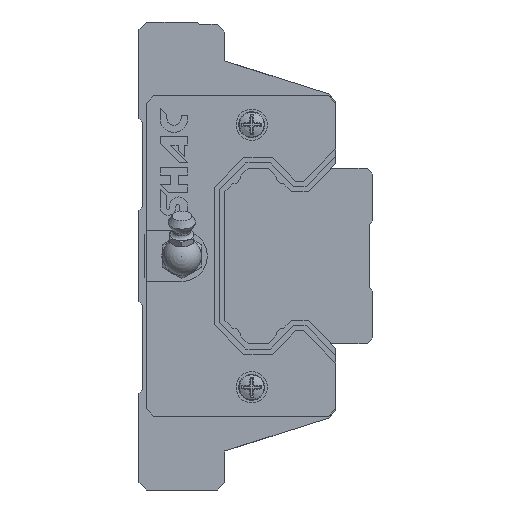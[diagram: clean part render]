
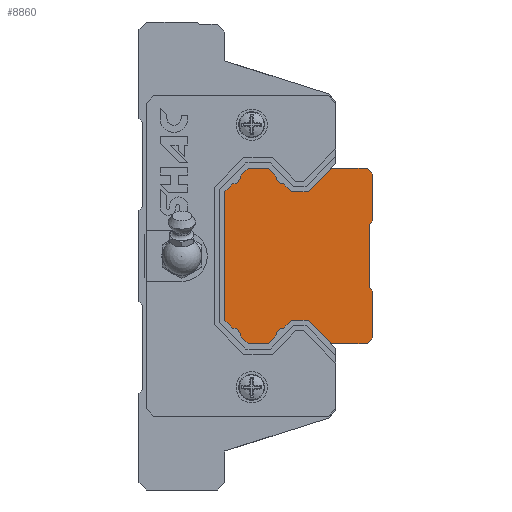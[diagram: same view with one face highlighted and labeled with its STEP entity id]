
A CAD part, left-side view. The second image highlights one B-rep face of the part: STEP entity #8860.
In plain terms, the highlighted planar face has unit normal (-1, 0, 0).
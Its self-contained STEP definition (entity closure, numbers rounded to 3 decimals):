
#228=CIRCLE('',#9453,1.962);
#229=CIRCLE('',#9454,1.962);
#230=CIRCLE('',#9455,1.962);
#231=CIRCLE('',#9456,1.962);
#450=ORIENTED_EDGE('',*,*,#3020,.T.);
#451=ORIENTED_EDGE('',*,*,#2989,.F.);
#452=ORIENTED_EDGE('',*,*,#3021,.F.);
#453=ORIENTED_EDGE('',*,*,#3022,.F.);
#454=ORIENTED_EDGE('',*,*,#3023,.F.);
#455=ORIENTED_EDGE('',*,*,#3024,.F.);
#456=ORIENTED_EDGE('',*,*,#3025,.F.);
#457=ORIENTED_EDGE('',*,*,#3026,.T.);
#458=ORIENTED_EDGE('',*,*,#3027,.F.);
#459=ORIENTED_EDGE('',*,*,#3028,.F.);
#460=ORIENTED_EDGE('',*,*,#3029,.F.);
#461=ORIENTED_EDGE('',*,*,#3030,.T.);
#462=ORIENTED_EDGE('',*,*,#3031,.F.);
#463=ORIENTED_EDGE('',*,*,#3032,.F.);
#464=ORIENTED_EDGE('',*,*,#3033,.F.);
#465=ORIENTED_EDGE('',*,*,#3034,.T.);
#466=ORIENTED_EDGE('',*,*,#3035,.F.);
#467=ORIENTED_EDGE('',*,*,#3036,.F.);
#468=ORIENTED_EDGE('',*,*,#3037,.F.);
#469=ORIENTED_EDGE('',*,*,#3038,.T.);
#470=ORIENTED_EDGE('',*,*,#3039,.F.);
#471=ORIENTED_EDGE('',*,*,#3040,.F.);
#472=ORIENTED_EDGE('',*,*,#3041,.F.);
#473=ORIENTED_EDGE('',*,*,#3042,.F.);
#474=ORIENTED_EDGE('',*,*,#3043,.F.);
#475=ORIENTED_EDGE('',*,*,#2991,.F.);
#476=ORIENTED_EDGE('',*,*,#3044,.T.);
#477=ORIENTED_EDGE('',*,*,#3045,.T.);
#2989=EDGE_CURVE('',#4275,#4273,#5143,.T.);
#2991=EDGE_CURVE('',#4277,#4278,#5145,.T.);
#3020=EDGE_CURVE('',#4304,#4273,#5170,.T.);
#3021=EDGE_CURVE('',#4305,#4275,#5171,.T.);
#3022=EDGE_CURVE('',#4306,#4305,#5172,.T.);
#3023=EDGE_CURVE('',#4307,#4306,#5173,.T.);
#3024=EDGE_CURVE('',#4308,#4307,#5174,.T.);
#3025=EDGE_CURVE('',#4309,#4308,#5175,.T.);
#3026=EDGE_CURVE('',#4309,#4310,#228,.T.);
#3027=EDGE_CURVE('',#4311,#4310,#5176,.T.);
#3028=EDGE_CURVE('',#4312,#4311,#5177,.T.);
#3029=EDGE_CURVE('',#4313,#4312,#5178,.T.);
#3030=EDGE_CURVE('',#4313,#4314,#229,.T.);
#3031=EDGE_CURVE('',#4315,#4314,#5179,.T.);
#3032=EDGE_CURVE('',#4316,#4315,#5180,.T.);
#3033=EDGE_CURVE('',#4317,#4316,#5181,.T.);
#3034=EDGE_CURVE('',#4317,#4318,#230,.T.);
#3035=EDGE_CURVE('',#4319,#4318,#5182,.T.);
#3036=EDGE_CURVE('',#4320,#4319,#5183,.T.);
#3037=EDGE_CURVE('',#4321,#4320,#5184,.T.);
#3038=EDGE_CURVE('',#4321,#4322,#231,.T.);
#3039=EDGE_CURVE('',#4323,#4322,#5185,.T.);
#3040=EDGE_CURVE('',#4324,#4323,#5186,.T.);
#3041=EDGE_CURVE('',#4325,#4324,#5187,.T.);
#3042=EDGE_CURVE('',#4326,#4325,#5188,.T.);
#3043=EDGE_CURVE('',#4278,#4326,#5189,.T.);
#3044=EDGE_CURVE('',#4277,#4327,#5190,.T.);
#3045=EDGE_CURVE('',#4327,#4304,#5191,.T.);
#4273=VERTEX_POINT('',#12668);
#4275=VERTEX_POINT('',#12672);
#4277=VERTEX_POINT('',#12677);
#4278=VERTEX_POINT('',#12679);
#4304=VERTEX_POINT('',#12736);
#4305=VERTEX_POINT('',#12738);
#4306=VERTEX_POINT('',#12740);
#4307=VERTEX_POINT('',#12742);
#4308=VERTEX_POINT('',#12744);
#4309=VERTEX_POINT('',#12746);
#4310=VERTEX_POINT('',#12748);
#4311=VERTEX_POINT('',#12750);
#4312=VERTEX_POINT('',#12752);
#4313=VERTEX_POINT('',#12754);
#4314=VERTEX_POINT('',#12756);
#4315=VERTEX_POINT('',#12758);
#4316=VERTEX_POINT('',#12760);
#4317=VERTEX_POINT('',#12762);
#4318=VERTEX_POINT('',#12764);
#4319=VERTEX_POINT('',#12766);
#4320=VERTEX_POINT('',#12768);
#4321=VERTEX_POINT('',#12770);
#4322=VERTEX_POINT('',#12772);
#4323=VERTEX_POINT('',#12774);
#4324=VERTEX_POINT('',#12776);
#4325=VERTEX_POINT('',#12778);
#4326=VERTEX_POINT('',#12780);
#4327=VERTEX_POINT('',#12783);
#5143=LINE('',#12673,#6197);
#5145=LINE('',#12678,#6199);
#5170=LINE('',#12735,#6224);
#5171=LINE('',#12737,#6225);
#5172=LINE('',#12739,#6226);
#5173=LINE('',#12741,#6227);
#5174=LINE('',#12743,#6228);
#5175=LINE('',#12745,#6229);
#5176=LINE('',#12749,#6230);
#5177=LINE('',#12751,#6231);
#5178=LINE('',#12753,#6232);
#5179=LINE('',#12757,#6233);
#5180=LINE('',#12759,#6234);
#5181=LINE('',#12761,#6235);
#5182=LINE('',#12765,#6236);
#5183=LINE('',#12767,#6237);
#5184=LINE('',#12769,#6238);
#5185=LINE('',#12773,#6239);
#5186=LINE('',#12775,#6240);
#5187=LINE('',#12777,#6241);
#5188=LINE('',#12779,#6242);
#5189=LINE('',#12781,#6243);
#5190=LINE('',#12782,#6244);
#5191=LINE('',#12784,#6245);
#6197=VECTOR('',#10173,1000.);
#6199=VECTOR('',#10177,1000.);
#6224=VECTOR('',#10214,1000.);
#6225=VECTOR('',#10215,1000.);
#6226=VECTOR('',#10216,1000.);
#6227=VECTOR('',#10217,1000.);
#6228=VECTOR('',#10218,1000.);
#6229=VECTOR('',#10219,1000.);
#6230=VECTOR('',#10222,1000.);
#6231=VECTOR('',#10223,1000.);
#6232=VECTOR('',#10224,1000.);
#6233=VECTOR('',#10227,1000.);
#6234=VECTOR('',#10228,1000.);
#6235=VECTOR('',#10229,1000.);
#6236=VECTOR('',#10232,1000.);
#6237=VECTOR('',#10233,1000.);
#6238=VECTOR('',#10234,1000.);
#6239=VECTOR('',#10237,1000.);
#6240=VECTOR('',#10238,1000.);
#6241=VECTOR('',#10239,1000.);
#6242=VECTOR('',#10240,1000.);
#6243=VECTOR('',#10241,1000.);
#6244=VECTOR('',#10242,1000.);
#6245=VECTOR('',#10243,1000.);
#7251=EDGE_LOOP('',(#450,#451,#452,#453,#454,#455,#456,#457,#458,#459,#460,
#461,#462,#463,#464,#465,#466,#467,#468,#469,#470,#471,#472,#473,#474,#475,
#476,#477));
#7853=FACE_BOUND('',#7251,.T.);
#8455=PLANE('',#9452);
#8860=ADVANCED_FACE('',(#7853),#8455,.F.);
#9452=AXIS2_PLACEMENT_3D('',#12734,#10212,#10213);
#9453=AXIS2_PLACEMENT_3D('',#12747,#10220,#10221);
#9454=AXIS2_PLACEMENT_3D('',#12755,#10225,#10226);
#9455=AXIS2_PLACEMENT_3D('',#12763,#10230,#10231);
#9456=AXIS2_PLACEMENT_3D('',#12771,#10235,#10236);
#10173=DIRECTION('',(0.,0.,-1.));
#10177=DIRECTION('',(0.,0.,-1.));
#10212=DIRECTION('',(1.,0.,0.));
#10213=DIRECTION('',(0.,0.,-1.));
#10214=DIRECTION('',(0.,-0.707,0.707));
#10215=DIRECTION('',(0.,-0.707,-0.707));
#10216=DIRECTION('',(0.,-1.,0.));
#10217=DIRECTION('',(0.,-0.707,0.707));
#10218=DIRECTION('',(0.,-1.,0.));
#10219=DIRECTION('',(0.,-0.707,-0.707));
#10220=DIRECTION('',(1.,0.,0.));
#10221=DIRECTION('',(0.,0.,-1.));
#10222=DIRECTION('',(0.,-0.707,-0.707));
#10223=DIRECTION('',(0.,-1.,0.));
#10224=DIRECTION('',(0.,-0.707,0.707));
#10225=DIRECTION('',(1.,0.,0.));
#10226=DIRECTION('',(0.,0.,-1.));
#10227=DIRECTION('',(0.,-0.707,0.707));
#10228=DIRECTION('',(0.,0.,1.));
#10229=DIRECTION('',(0.,0.707,0.707));
#10230=DIRECTION('',(1.,0.,0.));
#10231=DIRECTION('',(0.,0.,-1.));
#10232=DIRECTION('',(0.,0.707,0.707));
#10233=DIRECTION('',(0.,1.,0.));
#10234=DIRECTION('',(0.,0.707,-0.707));
#10235=DIRECTION('',(1.,0.,0.));
#10236=DIRECTION('',(0.,0.,-1.));
#10237=DIRECTION('',(0.,0.707,-0.707));
#10238=DIRECTION('',(0.,1.,0.));
#10239=DIRECTION('',(0.,0.707,0.707));
#10240=DIRECTION('',(0.,1.,0.));
#10241=DIRECTION('',(0.,0.707,-0.707));
#10242=DIRECTION('',(0.,0.707,0.707));
#10243=DIRECTION('',(0.,0.,1.));
#12668=CARTESIAN_POINT('',(-125.,0.,9.));
#12672=CARTESIAN_POINT('',(-125.,0.,21.));
#12673=CARTESIAN_POINT('',(-125.,0.,21.));
#12677=CARTESIAN_POINT('',(-125.,0.,-9.));
#12678=CARTESIAN_POINT('',(-125.,0.,21.));
#12679=CARTESIAN_POINT('',(-125.,0.,-21.));
#12734=CARTESIAN_POINT('',(-125.,22.929,20.471));
#12735=CARTESIAN_POINT('',(-125.,1.,8.));
#12736=CARTESIAN_POINT('',(-125.,1.,8.));
#12737=CARTESIAN_POINT('',(-125.,1.5,22.5));
#12738=CARTESIAN_POINT('',(-125.,1.5,22.5));
#12739=CARTESIAN_POINT('',(-125.,10.625,22.5));
#12740=CARTESIAN_POINT('',(-125.,10.625,22.5));
#12741=CARTESIAN_POINT('',(-125.,16.61,16.515));
#12742=CARTESIAN_POINT('',(-125.,16.61,16.515));
#12743=CARTESIAN_POINT('',(-125.,20.9,16.515));
#12744=CARTESIAN_POINT('',(-125.,20.9,16.515));
#12745=CARTESIAN_POINT('',(-125.,22.895,18.51));
#12746=CARTESIAN_POINT('',(-125.,22.895,18.51));
#12747=CARTESIAN_POINT('',(-125.,22.929,20.471));
#12748=CARTESIAN_POINT('',(-125.,24.89,20.505));
#12749=CARTESIAN_POINT('',(-125.,26.885,22.5));
#12750=CARTESIAN_POINT('',(-125.,26.885,22.5));
#12751=CARTESIAN_POINT('',(-125.,32.015,22.5));
#12752=CARTESIAN_POINT('',(-125.,32.015,22.5));
#12753=CARTESIAN_POINT('',(-125.,34.01,20.505));
#12754=CARTESIAN_POINT('',(-125.,34.01,20.505));
#12755=CARTESIAN_POINT('',(-125.,35.971,20.471));
#12756=CARTESIAN_POINT('',(-125.,36.005,18.51));
#12757=CARTESIAN_POINT('',(-125.,38.,16.515));
#12758=CARTESIAN_POINT('',(-125.,38.,16.515));
#12759=CARTESIAN_POINT('',(-125.,38.,-16.515));
#12760=CARTESIAN_POINT('',(-125.,38.,-16.515));
#12761=CARTESIAN_POINT('',(-125.,36.005,-18.51));
#12762=CARTESIAN_POINT('',(-125.,36.005,-18.51));
#12763=CARTESIAN_POINT('',(-125.,35.971,-20.471));
#12764=CARTESIAN_POINT('',(-125.,34.01,-20.505));
#12765=CARTESIAN_POINT('',(-125.,32.015,-22.5));
#12766=CARTESIAN_POINT('',(-125.,32.015,-22.5));
#12767=CARTESIAN_POINT('',(-125.,26.885,-22.5));
#12768=CARTESIAN_POINT('',(-125.,26.885,-22.5));
#12769=CARTESIAN_POINT('',(-125.,24.89,-20.505));
#12770=CARTESIAN_POINT('',(-125.,24.89,-20.505));
#12771=CARTESIAN_POINT('',(-125.,22.929,-20.471));
#12772=CARTESIAN_POINT('',(-125.,22.895,-18.51));
#12773=CARTESIAN_POINT('',(-125.,20.9,-16.515));
#12774=CARTESIAN_POINT('',(-125.,20.9,-16.515));
#12775=CARTESIAN_POINT('',(-125.,16.61,-16.515));
#12776=CARTESIAN_POINT('',(-125.,16.61,-16.515));
#12777=CARTESIAN_POINT('',(-125.,10.625,-22.5));
#12778=CARTESIAN_POINT('',(-125.,10.625,-22.5));
#12779=CARTESIAN_POINT('',(-125.,1.5,-22.5));
#12780=CARTESIAN_POINT('',(-125.,1.5,-22.5));
#12781=CARTESIAN_POINT('',(-125.,0.,-21.));
#12782=CARTESIAN_POINT('',(-125.,0.,-9.));
#12783=CARTESIAN_POINT('',(-125.,1.,-8.));
#12784=CARTESIAN_POINT('',(-125.,1.,-8.));
